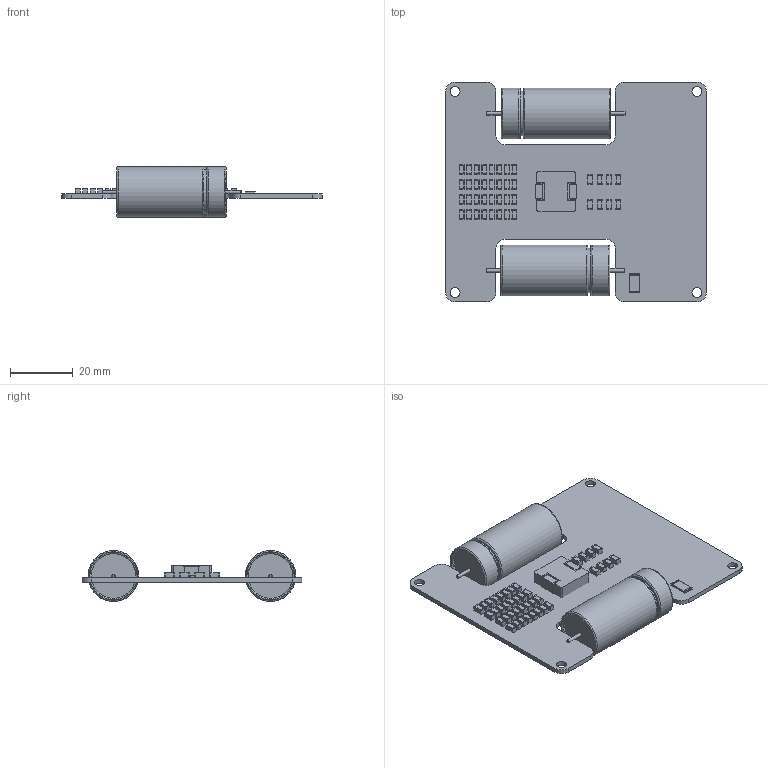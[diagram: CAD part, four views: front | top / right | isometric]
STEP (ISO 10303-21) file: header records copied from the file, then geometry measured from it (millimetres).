
FILE_DESCRIPTION(('KiCad electronic assembly'),'2;1');
FILE_NAME('pi-filter-module-V1.0.step','2025-02-27T14:37:30',('Pcbnew'), ('Kicad'),'Open CASCADE STEP processor 7.8','KiCad to STEP converter', 'Unknown');
FILE_SCHEMA(('AUTOMOTIVE_DESIGN { 1 0 10303 214 1 1 1 1 }'));
Length unit declared in the file: millimetre
Products named in the file (6): pi-filter-module-V1.0 1; C_1206_3216Metric; PHA225; SRP1245A series; R_2512_6332Metric; dual-converter-pi-filter-module-V1.0_PCB
Assembly tree (45 placements, depth 2):
  pi-filter-module-V1.0 1
    C_1206_3216Metric  x40
    PHA225  x2
    SRP1245A series
    R_2512_6332Metric
    dual-converter-pi-filter-module-V1.0_PCB
Bounding box: 83 x 70 x 16.2 mm (x, y, z)
Volume: 21104.9 mm3; surface area: 16365.8 mm2
Topology: 52 solids, 52 shells, 1375 faces, 3522 edges, 2343 vertices
Faces by surface type: plane 779, cylinder 550, extrusion 33, torus 12, bspline 1
Full cylindrical faces by diameter (mm): 1 x4, 3.2 x4, 14.2 x6, 16.2 x4
Entity records: 11511 total; most frequent: CARTESIAN_POINT 4384, ORIENTED_EDGE 1362, DIRECTION 1298, EDGE_CURVE 681, VERTEX_POINT 451, AXIS2_PLACEMENT_3D 439, VECTOR 420, LINE 387
